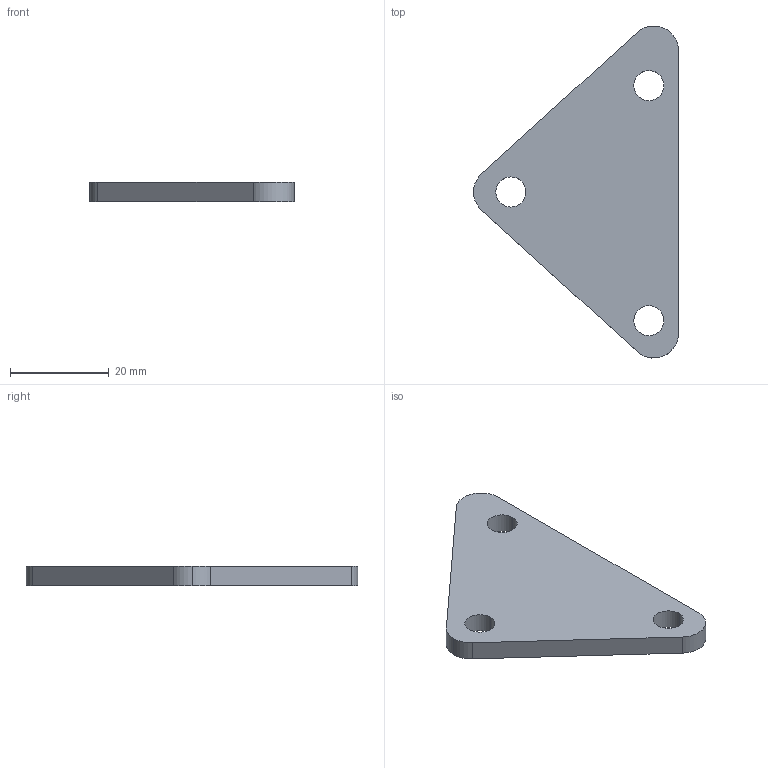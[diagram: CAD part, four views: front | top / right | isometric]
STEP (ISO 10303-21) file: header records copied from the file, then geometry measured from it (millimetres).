
FILE_DESCRIPTION (( 'STEP AP214' ), '1' );
FILE_NAME ('3.STEP', '2020-12-08T06:34:27', ( 'user' ), ( '' ), 'SwSTEP 2.0', 'SolidWorks 2020', '' );
FILE_SCHEMA (( 'AUTOMOTIVE_DESIGN' ));
Length unit declared in the file: millimetre
Products named in the file (2): Link 5; 3
Assembly tree (1 placements, depth 2):
  3
    Link 5
Bounding box: 41.57 x 67.36 x 4 mm (x, y, z)
Volume: 6441.4 mm3; surface area: 4147.2 mm2
Topology: 1 solids, 1 shells, 15 faces, 39 edges, 26 vertices
Faces by surface type: cylinder 10, plane 5
Entity records: 551 total; most frequent: DIRECTION 97, CARTESIAN_POINT 84, ORIENTED_EDGE 78, AXIS2_PLACEMENT_3D 39, EDGE_CURVE 39, VERTEX_POINT 26, EDGE_LOOP 21, CIRCLE 20
